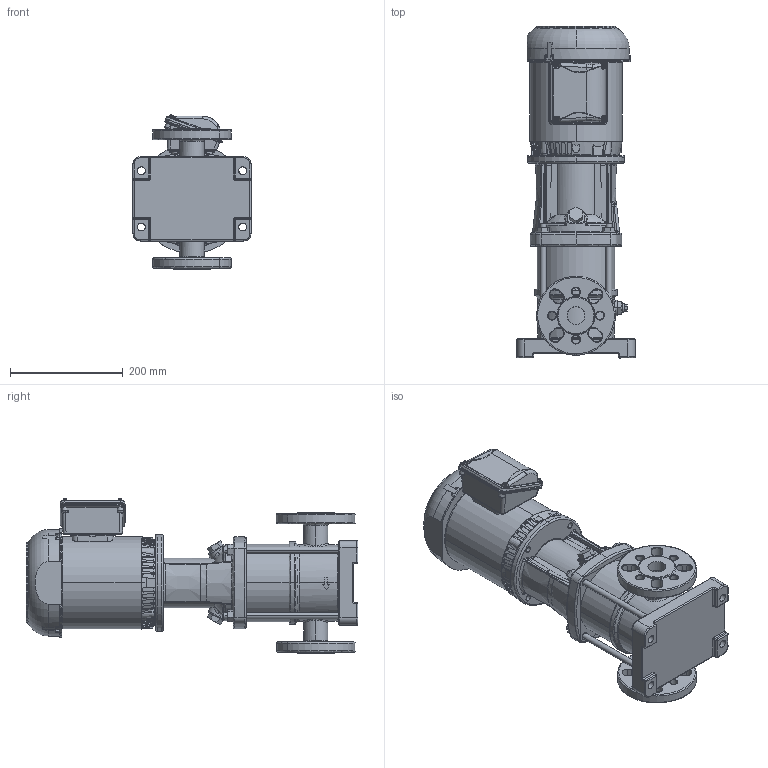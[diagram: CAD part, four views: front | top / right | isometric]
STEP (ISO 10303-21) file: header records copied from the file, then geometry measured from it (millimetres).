
FILE_DESCRIPTION (( 'STEP AP203' ), '1' );
FILE_NAME ('3303023 - MVI-15-6-1 HP-56C-304-E-208-230_460~3.step', '2022-03-30T16:14:05', ( '' ), ( '' ), 'SwSTEP 2.0', 'SolidWorks 2021', '' );
FILE_SCHEMA (( 'CONFIG_CONTROL_DESIGN' ));
Length unit declared in the file: inch
Products named in the file (5): 2700086 - NEMA V2 1 HP 56C 208-230_460~3 TEFC; sbi_n_3-6_flange(NEMA); TEFC MOTOR_2700086 - NEMA V2 1 HP 56C 208-230_460~3 TEFC; 3303023 - MVI-15-6-1 HP-56C-304-E-208-230_460~3; MVI PEO - [304-EPDM]_3304023 - MVI-15-6-1 HP-56C-304-E-S
Assembly tree (4 placements, depth 3):
  3303023 - MVI-15-6-1 HP-56C-304-E-208-230_460~3
    MVI PEO - [304-EPDM]_3304023 - MVI-15-6-1 HP-56C-304-E-S
      sbi_n_3-6_flange(NEMA)
    TEFC MOTOR_2700086 - NEMA V2 1 HP 56C 208-230_460~3 TEFC
      2700086 - NEMA V2 1 HP 56C 208-230_460~3 TEFC
Bounding box: 210 x 589.7 x 274.39 mm (x, y, z)
Volume: 12184513 mm3; surface area: 926963.4 mm2
Topology: 18 solids, 34 shells, 2173 faces, 5604 edges, 3542 vertices
Faces by surface type: plane 668, cylinder 572, bspline 508, cone 330, torus 85, sphere 10
Entity records: 108161 total; most frequent: CARTESIAN_POINT 60484, ORIENTED_EDGE 11134, DIRECTION 8022, EDGE_CURVE 5567, VERTEX_POINT 3541, AXIS2_PLACEMENT_3D 3136, EDGE_LOOP 2324, FACE_OUTER_BOUND 2173
